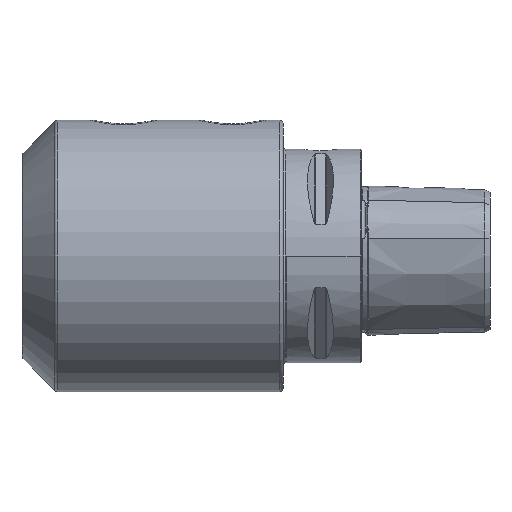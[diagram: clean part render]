
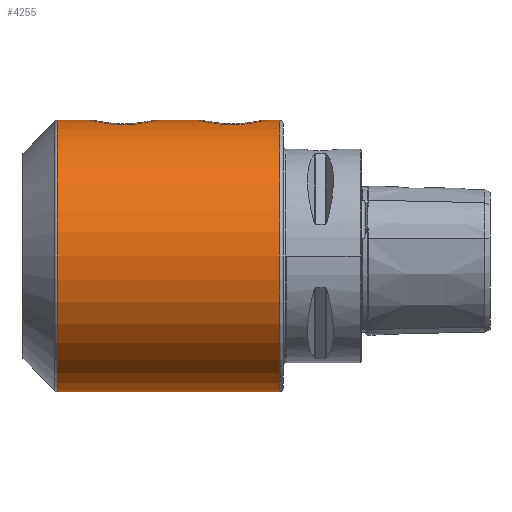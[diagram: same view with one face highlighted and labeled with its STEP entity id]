
A CAD part, left-side view. The second image highlights one B-rep face of the part: STEP entity #4255.
In plain terms, the highlighted cylindrical face has radius 40 mm (diameter 80 mm), a partial arc.
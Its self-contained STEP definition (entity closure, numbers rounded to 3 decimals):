
#1780=CARTESIAN_POINT('',(0.,29.25,40.));
#1782=CARTESIAN_POINT('',(0.,46.75,40.));
#1804=CARTESIAN_POINT('',(0.,61.25,40.));
#1806=CARTESIAN_POINT('',(0.,78.75,40.));
#1823=CARTESIAN_POINT('',(0.,24.,0.));
#1824=DIRECTION('',(0.,-1.,0.));
#1825=DIRECTION('',(0.,0.,1.));
#1826=AXIS2_PLACEMENT_3D('',#1823,#1824,#1825);
#1828=DIRECTION('',(0.,-1.,0.));
#1829=VECTOR('',#1828,65.586);
#1830=CARTESIAN_POINT('',(0.,89.586,-40.));
#1831=LINE('',#1830,#1829);
#1832=CARTESIAN_POINT('',(0.,89.586,0.));
#1833=DIRECTION('',(0.,-1.,0.));
#1834=DIRECTION('',(0.,0.,1.));
#1835=AXIS2_PLACEMENT_3D('',#1832,#1833,#1834);
#1837=DIRECTION('',(0.,-1.,0.));
#1838=VECTOR('',#1837,10.836);
#1839=CARTESIAN_POINT('',(0.,89.586,40.));
#1840=LINE('',#1839,#1838);
#1841=CARTESIAN_POINT('',(-8.75,70.,39.031));
#1842=CARTESIAN_POINT('',(-8.75,70.579,39.031));
#1843=CARTESIAN_POINT('',(-8.638,71.712,39.057));
#1844=CARTESIAN_POINT('',(-8.135,73.376,39.166));
#1845=CARTESIAN_POINT('',(-7.317,74.899,39.329));
#1846=CARTESIAN_POINT('',(-6.229,76.225,39.518));
#1847=CARTESIAN_POINT('',(-4.901,77.315,39.707));
#1848=CARTESIAN_POINT('',(-3.381,78.136,39.868));
#1849=CARTESIAN_POINT('',(-1.656,78.651,39.978));
#1850=CARTESIAN_POINT('',(-0.554,78.75,40.));
#1851=CARTESIAN_POINT('',(0.,78.75,40.));
#1853=CARTESIAN_POINT('',(0.,61.25,40.));
#1854=CARTESIAN_POINT('',(-0.555,61.25,40.));
#1855=CARTESIAN_POINT('',(-1.659,61.35,39.978));
#1856=CARTESIAN_POINT('',(-3.387,61.867,39.868));
#1857=CARTESIAN_POINT('',(-4.904,62.688,39.707));
#1858=CARTESIAN_POINT('',(-6.227,63.774,39.519));
#1859=CARTESIAN_POINT('',(-7.317,65.101,39.329));
#1860=CARTESIAN_POINT('',(-8.134,66.623,39.166));
#1861=CARTESIAN_POINT('',(-8.638,68.288,39.057));
#1862=CARTESIAN_POINT('',(-8.75,69.421,39.031));
#1863=CARTESIAN_POINT('',(-8.75,70.,39.031));
#1865=DIRECTION('',(0.,-1.,0.));
#1866=VECTOR('',#1865,14.5);
#1867=CARTESIAN_POINT('',(0.,61.25,40.));
#1868=LINE('',#1867,#1866);
#1869=CARTESIAN_POINT('',(-8.75,38.,39.031));
#1870=CARTESIAN_POINT('',(-8.75,38.579,39.031));
#1871=CARTESIAN_POINT('',(-8.638,39.712,39.057));
#1872=CARTESIAN_POINT('',(-8.135,41.376,39.166));
#1873=CARTESIAN_POINT('',(-7.317,42.899,39.329));
#1874=CARTESIAN_POINT('',(-6.229,44.225,39.518));
#1875=CARTESIAN_POINT('',(-4.901,45.315,39.707));
#1876=CARTESIAN_POINT('',(-3.381,46.136,39.868));
#1877=CARTESIAN_POINT('',(-1.656,46.651,39.978));
#1878=CARTESIAN_POINT('',(-0.554,46.75,40.));
#1879=CARTESIAN_POINT('',(0.,46.75,40.));
#1881=CARTESIAN_POINT('',(0.,29.25,40.));
#1882=CARTESIAN_POINT('',(-0.555,29.25,40.));
#1883=CARTESIAN_POINT('',(-1.659,29.35,39.978));
#1884=CARTESIAN_POINT('',(-3.387,29.867,39.868));
#1885=CARTESIAN_POINT('',(-4.904,30.688,39.707));
#1886=CARTESIAN_POINT('',(-6.227,31.774,39.519));
#1887=CARTESIAN_POINT('',(-7.317,33.101,39.329));
#1888=CARTESIAN_POINT('',(-8.134,34.623,39.166));
#1889=CARTESIAN_POINT('',(-8.638,36.288,39.057));
#1890=CARTESIAN_POINT('',(-8.75,37.421,39.031));
#1891=CARTESIAN_POINT('',(-8.75,38.,39.031));
#1893=DIRECTION('',(0.,-1.,0.));
#1894=VECTOR('',#1893,5.25);
#1895=CARTESIAN_POINT('',(0.,29.25,40.));
#1896=LINE('',#1895,#1894);
#2360=CARTESIAN_POINT('',(0.,89.586,40.));
#2361=CARTESIAN_POINT('',(0.,89.586,-40.));
#2362=VERTEX_POINT('',#2360);
#2363=VERTEX_POINT('',#2361);
#2385=VERTEX_POINT('',#1804);
#2386=VERTEX_POINT('',#1806);
#2387=VERTEX_POINT('',#1863);
#2397=VERTEX_POINT('',#1780);
#2398=VERTEX_POINT('',#1782);
#2399=VERTEX_POINT('',#1891);
#2420=CARTESIAN_POINT('',(0.,24.,40.));
#2421=CARTESIAN_POINT('',(0.,24.,-40.));
#2422=VERTEX_POINT('',#2420);
#2423=VERTEX_POINT('',#2421);
#4233=CARTESIAN_POINT('',(0.,18.1,0.));
#4234=DIRECTION('',(0.,1.,0.));
#4235=DIRECTION('',(0.,0.,-1.));
#4236=AXIS2_PLACEMENT_3D('',#4233,#4234,#4235);
#4237=CYLINDRICAL_SURFACE('',#4236,40.);
#4238=ORIENTED_EDGE('',*,*,#4186,.T.);
#4239=ORIENTED_EDGE('',*,*,#4228,.F.);
#4241=ORIENTED_EDGE('',*,*,#4240,.F.);
#4242=ORIENTED_EDGE('',*,*,#4224,.T.);
#4244=ORIENTED_EDGE('',*,*,#4243,.F.);
#4246=ORIENTED_EDGE('',*,*,#4245,.F.);
#4247=ORIENTED_EDGE('',*,*,#4218,.T.);
#4249=ORIENTED_EDGE('',*,*,#4248,.F.);
#4251=ORIENTED_EDGE('',*,*,#4250,.F.);
#4252=ORIENTED_EDGE('',*,*,#4212,.T.);
#4253=EDGE_LOOP('',(#4238,#4239,#4241,#4242,#4244,#4246,#4247,#4249,#4251,
#4252));
#4254=FACE_OUTER_BOUND('',#4253,.F.);
#4255=ADVANCED_FACE('',(#4254),#4237,.T.);
#1827=CIRCLE('',#1826,40.);
#1836=CIRCLE('',#1835,40.);
#1852=B_SPLINE_CURVE_WITH_KNOTS('',3,(#1841,#1842,#1843,#1844,#1845,#1846,#1847,
#1848,#1849,#1850,#1851),.UNSPECIFIED.,.F.,.F.,(4,1,1,1,1,1,1,1,4),(0.,
0.125,0.25,0.375,0.5,0.625,0.75,0.875,1.),.UNSPECIFIED.);
#1864=B_SPLINE_CURVE_WITH_KNOTS('',3,(#1853,#1854,#1855,#1856,#1857,#1858,#1859,
#1860,#1861,#1862,#1863),.UNSPECIFIED.,.F.,.F.,(4,1,1,1,1,1,1,1,4),(0.,
0.125,0.25,0.375,0.5,0.625,0.75,0.875,1.),.UNSPECIFIED.);
#1880=B_SPLINE_CURVE_WITH_KNOTS('',3,(#1869,#1870,#1871,#1872,#1873,#1874,#1875,
#1876,#1877,#1878,#1879),.UNSPECIFIED.,.F.,.F.,(4,1,1,1,1,1,1,1,4),(0.,
0.125,0.25,0.375,0.5,0.625,0.75,0.875,1.),.UNSPECIFIED.);
#1892=B_SPLINE_CURVE_WITH_KNOTS('',3,(#1881,#1882,#1883,#1884,#1885,#1886,#1887,
#1888,#1889,#1890,#1891),.UNSPECIFIED.,.F.,.F.,(4,1,1,1,1,1,1,1,4),(0.,
0.125,0.25,0.375,0.5,0.625,0.75,0.875,1.),.UNSPECIFIED.);
#4186=EDGE_CURVE('',#2422,#2423,#1827,.T.);
#4212=EDGE_CURVE('',#2397,#2422,#1896,.T.);
#4218=EDGE_CURVE('',#2385,#2398,#1868,.T.);
#4224=EDGE_CURVE('',#2362,#2386,#1840,.T.);
#4228=EDGE_CURVE('',#2363,#2423,#1831,.T.);
#4240=EDGE_CURVE('',#2362,#2363,#1836,.T.);
#4243=EDGE_CURVE('',#2387,#2386,#1852,.T.);
#4245=EDGE_CURVE('',#2385,#2387,#1864,.T.);
#4248=EDGE_CURVE('',#2399,#2398,#1880,.T.);
#4250=EDGE_CURVE('',#2397,#2399,#1892,.T.);
